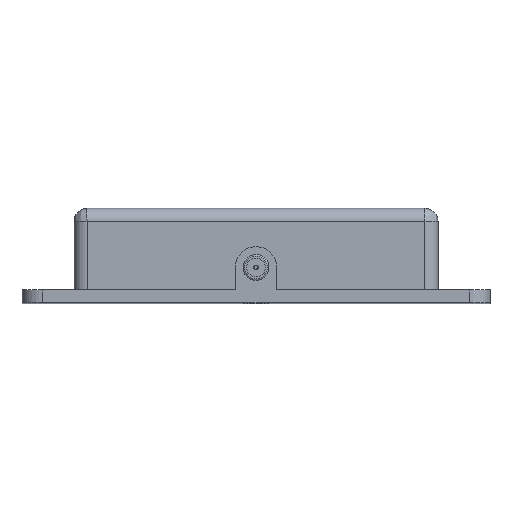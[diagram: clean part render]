
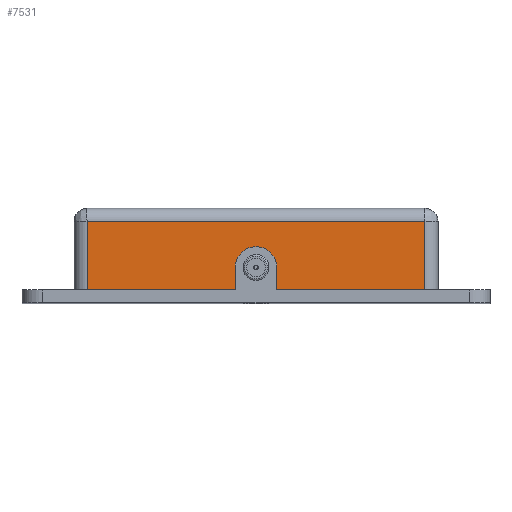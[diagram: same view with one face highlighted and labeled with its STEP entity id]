
A CAD part, top view. The second image highlights one B-rep face of the part: STEP entity #7531.
In plain terms, the highlighted planar face has unit normal (0, 0, 1).
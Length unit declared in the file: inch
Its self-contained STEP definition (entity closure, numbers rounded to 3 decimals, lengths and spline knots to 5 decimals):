
#1114 = FACE_OUTER_BOUND ( 'NONE', #2631, .T. ) ;
#1324 = LINE ( 'NONE', #3253, #1331 ) ;
#1325 = LINE ( 'NONE', #1967, #1555 ) ;
#1331 = VECTOR ( 'NONE', #3251, 39.37008 ) ;
#1555 = VECTOR ( 'NONE', #1889, 39.37008 ) ;
#1571 = CIRCLE ( 'NONE', #5964, 0.2 ) ;
#1585 = VECTOR ( 'NONE', #1892, 39.37008 ) ;
#1727 = LINE ( 'NONE', #1997, #1585 ) ;
#1872 = DIRECTION ( 'NONE',  ( -1., 0., 0. ) ) ;
#1873 = DIRECTION ( 'NONE',  ( 0., 0., 1. ) ) ;
#1874 = CARTESIAN_POINT ( 'NONE',  ( 0., 0.215, -0.5 ) ) ;
#1889 = DIRECTION ( 'NONE',  ( 0., -1., 0. ) ) ;
#1892 = DIRECTION ( 'NONE',  ( 0., 1., 0. ) ) ;
#1936 = DIRECTION ( 'NONE',  ( -1., 0., 0. ) ) ;
#1944 = CARTESIAN_POINT ( 'NONE',  ( -2.05, 0., -0.5 ) ) ;
#1967 = CARTESIAN_POINT ( 'NONE',  ( 1.625, 0.785, -0.5 ) ) ;
#1997 = CARTESIAN_POINT ( 'NONE',  ( -1.625, 0.785, -0.5 ) ) ;
#2004 = CARTESIAN_POINT ( 'NONE',  ( -2.05, 0., -0.5 ) ) ;
#2006 = DIRECTION ( 'NONE',  ( -1., 0., 0. ) ) ;
#2014 = CARTESIAN_POINT ( 'NONE',  ( 0.2, 0., -0.5 ) ) ;
#2023 = DIRECTION ( 'NONE',  ( 0., -1., 0. ) ) ;
#2024 = DIRECTION ( 'NONE',  ( 0., 1., 0. ) ) ;
#2031 = CARTESIAN_POINT ( 'NONE',  ( -0.2, 0., -0.5 ) ) ;
#2082 = EDGE_CURVE ( 'NONE', #4188, #4332, #4366, .T. ) ;
#2085 = EDGE_CURVE ( 'NONE', #4542, #4369, #4847, .T. ) ;
#2089 = EDGE_CURVE ( 'NONE', #4168, #4369, #4808, .T. ) ;
#2108 = EDGE_CURVE ( 'NONE', #4188, #4116, #4242, .T. ) ;
#2128 = EDGE_CURVE ( 'NONE', #4542, #4332, #1571, .T. ) ;
#2165 = EDGE_CURVE ( 'NONE', #4184, #4168, #1325, .T. ) ;
#2189 = EDGE_CURVE ( 'NONE', #4116, #4537, #1727, .T. ) ;
#2407 = EDGE_CURVE ( 'NONE', #4537, #4184, #1324, .T. ) ;
#2631 = EDGE_LOOP ( 'NONE', ( #4112, #4239, #4206, #4692, #4160, #4217, #4661, #4409 ) ) ;
#3251 = DIRECTION ( 'NONE',  ( 1., 0., 0. ) ) ;
#3253 = CARTESIAN_POINT ( 'NONE',  ( -1.625, 0.66, -0.5 ) ) ;
#4112 = ORIENTED_EDGE ( 'NONE', *, *, #2407, .F. ) ;
#4116 = VERTEX_POINT ( 'NONE', #7092 ) ;
#4160 = ORIENTED_EDGE ( 'NONE', *, *, #2128, .F. ) ;
#4168 = VERTEX_POINT ( 'NONE', #7059 ) ;
#4184 = VERTEX_POINT ( 'NONE', #7047 ) ;
#4188 = VERTEX_POINT ( 'NONE', #7030 ) ;
#4206 = ORIENTED_EDGE ( 'NONE', *, *, #2108, .F. ) ;
#4217 = ORIENTED_EDGE ( 'NONE', *, *, #2085, .T. ) ;
#4239 = ORIENTED_EDGE ( 'NONE', *, *, #2189, .F. ) ;
#4242 = LINE ( 'NONE', #1944, #4446 ) ;
#4332 = VERTEX_POINT ( 'NONE', #7012 ) ;
#4366 = LINE ( 'NONE', #2031, #4868 ) ;
#4369 = VERTEX_POINT ( 'NONE', #6979 ) ;
#4409 = ORIENTED_EDGE ( 'NONE', *, *, #2165, .F. ) ;
#4446 = VECTOR ( 'NONE', #1936, 39.37008 ) ;
#4537 = VERTEX_POINT ( 'NONE', #6950 ) ;
#4542 = VERTEX_POINT ( 'NONE', #6947 ) ;
#4661 = ORIENTED_EDGE ( 'NONE', *, *, #2089, .F. ) ;
#4692 = ORIENTED_EDGE ( 'NONE', *, *, #2082, .T. ) ;
#4801 = VECTOR ( 'NONE', #2023, 39.37008 ) ;
#4808 = LINE ( 'NONE', #2004, #4889 ) ;
#4847 = LINE ( 'NONE', #2014, #4801 ) ;
#4868 = VECTOR ( 'NONE', #2024, 39.37008 ) ;
#4889 = VECTOR ( 'NONE', #2006, 39.37008 ) ;
#4977 = AXIS2_PLACEMENT_3D ( 'NONE', #6248, #6249, #6251 ) ;
#5964 = AXIS2_PLACEMENT_3D ( 'NONE', #1874, #1873, #1872 ) ;
#6239 = PLANE ( 'NONE',  #4977 ) ;
#6248 = CARTESIAN_POINT ( 'NONE',  ( -1.625, 0.785, -0.5 ) ) ;
#6249 = DIRECTION ( 'NONE',  ( 0., 0., -1. ) ) ;
#6251 = DIRECTION ( 'NONE',  ( -1., 0., 0. ) ) ;
#6947 = CARTESIAN_POINT ( 'NONE',  ( 0.2, 0.215, -0.5 ) ) ;
#6950 = CARTESIAN_POINT ( 'NONE',  ( -1.625, 0.66, -0.5 ) ) ;
#6979 = CARTESIAN_POINT ( 'NONE',  ( 0.2, 0., -0.5 ) ) ;
#7012 = CARTESIAN_POINT ( 'NONE',  ( -0.2, 0.215, -0.5 ) ) ;
#7030 = CARTESIAN_POINT ( 'NONE',  ( -0.2, 0., -0.5 ) ) ;
#7047 = CARTESIAN_POINT ( 'NONE',  ( 1.625, 0.66, -0.5 ) ) ;
#7059 = CARTESIAN_POINT ( 'NONE',  ( 1.625, 0., -0.5 ) ) ;
#7092 = CARTESIAN_POINT ( 'NONE',  ( -1.625, 0., -0.5 ) ) ;
#7531 = ADVANCED_FACE ( 'NONE', ( #1114 ), #6239, .F. ) ;
